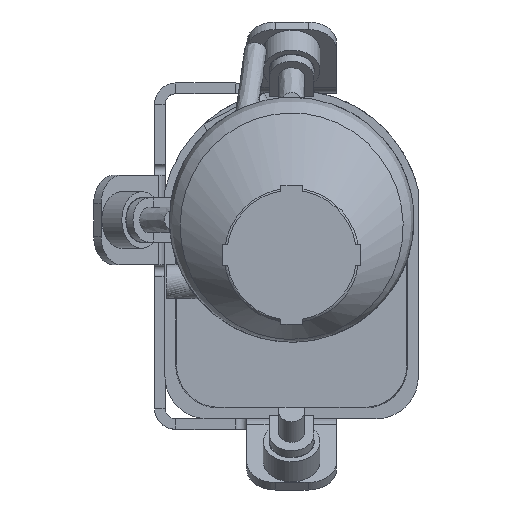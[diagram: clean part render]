
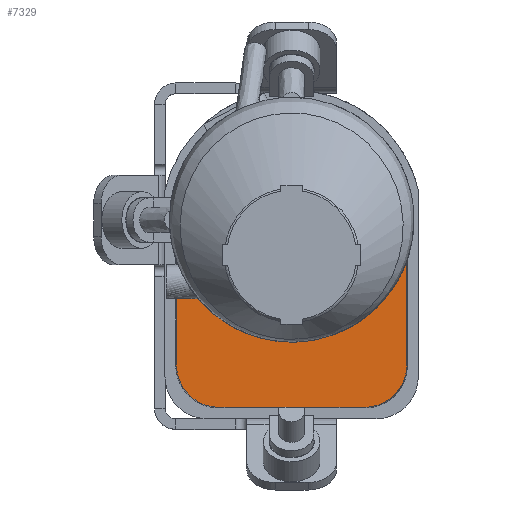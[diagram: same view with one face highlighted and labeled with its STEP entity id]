
A CAD part, top view. The second image highlights one B-rep face of the part: STEP entity #7329.
In plain terms, the highlighted free-form (B-spline) face has degree [1, 1] with [2, 2] control points.
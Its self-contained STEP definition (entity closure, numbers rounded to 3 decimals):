
#6435 = VERTEX_POINT('',#6436);
#6436 = CARTESIAN_POINT('',(-55.579,-48.429,
    -14.255));
#6441 = EDGE_CURVE('',#6442,#6435,#6444,.T.);
#6442 = VERTEX_POINT('',#6443);
#6443 = CARTESIAN_POINT('',(70.821,-20.466,
    -14.255));
#6444 = ( BOUNDED_CURVE() B_SPLINE_CURVE(2,(#6445,#6446,#6447),
.UNSPECIFIED.,.F.,.F.) B_SPLINE_CURVE_WITH_KNOTS((3,3),(3.423,
5.566),.PIECEWISE_BEZIER_KNOTS.) CURVE() 
GEOMETRIC_REPRESENTATION_ITEM() RATIONAL_B_SPLINE_CURVE((1.,
0.479,1.)) REPRESENTATION_ITEM('') );
#6445 = CARTESIAN_POINT('',(70.821,-20.466,
    -14.255));
#6446 = CARTESIAN_POINT('',(33.272,-150.399,
    -14.255));
#6447 = CARTESIAN_POINT('',(-55.579,-48.429,
    -14.255));
#6833 = VERTEX_POINT('',#6834);
#6834 = CARTESIAN_POINT('',(7.867,-115.16,
    -14.255));
#6869 = VERTEX_POINT('',#6870);
#6870 = CARTESIAN_POINT('',(-7.867,-115.16,
    -14.255));
#7029 = EDGE_CURVE('',#6833,#6869,#7030,.T.);
#7030 = B_SPLINE_CURVE_WITH_KNOTS('',1,(#7031,#7032),.UNSPECIFIED.,.F.,
  .F.,(2,2),(0.,11.481),.PIECEWISE_BEZIER_KNOTS.);
#7031 = CARTESIAN_POINT('',(7.867,-115.16,
    -14.255));
#7032 = CARTESIAN_POINT('',(-7.867,-115.16,
    -14.255));
#7044 = EDGE_CURVE('',#7045,#6869,#7047,.T.);
#7045 = VERTEX_POINT('',#7046);
#7046 = CARTESIAN_POINT('',(-44.717,-115.16,
    -14.255));
#7047 = B_SPLINE_CURVE_WITH_KNOTS('',1,(#7048,#7049),.UNSPECIFIED.,.F.,
  .F.,(2,2),(-32.629,-5.74),.PIECEWISE_BEZIER_KNOTS.);
#7048 = CARTESIAN_POINT('',(-44.717,-115.16,
    -14.255));
#7049 = CARTESIAN_POINT('',(-7.867,-115.16,
    -14.255));
#7311 = EDGE_CURVE('',#7312,#6442,#7314,.T.);
#7312 = VERTEX_POINT('',#7313);
#7313 = CARTESIAN_POINT('',(70.821,-89.057,
    -14.255));
#7314 = B_SPLINE_CURVE_WITH_KNOTS('',1,(#7315,#7316),.UNSPECIFIED.,.F.,
  .F.,(2,2),(-18.762,31.287),.PIECEWISE_BEZIER_KNOTS.);
#7315 = CARTESIAN_POINT('',(70.821,-89.057,
    -14.255));
#7316 = CARTESIAN_POINT('',(70.821,-20.466,
    -14.255));
#7329 = ADVANCED_FACE('',(#7330),#7369,.F.);
#7330 = FACE_BOUND('',#7331,.T.);
#7331 = EDGE_LOOP('',(#7332,#7333,#7340,#7347,#7353,#7354,#7355,#7362,
    #7368));
#7332 = ORIENTED_EDGE('',*,*,#6441,.T.);
#7333 = ORIENTED_EDGE('',*,*,#7334,.T.);
#7334 = EDGE_CURVE('',#6435,#7335,#7337,.T.);
#7335 = VERTEX_POINT('',#7336);
#7336 = CARTESIAN_POINT('',(-70.821,-48.429,
    -14.255));
#7337 = B_SPLINE_CURVE_WITH_KNOTS('',1,(#7338,#7339),.UNSPECIFIED.,.F.,
  .F.,(2,2),(40.555,51.676),.PIECEWISE_BEZIER_KNOTS.);
#7338 = CARTESIAN_POINT('',(-55.579,-48.429,
    -14.255));
#7339 = CARTESIAN_POINT('',(-70.821,-48.429,
    -14.255));
#7340 = ORIENTED_EDGE('',*,*,#7341,.T.);
#7341 = EDGE_CURVE('',#7335,#7342,#7344,.T.);
#7342 = VERTEX_POINT('',#7343);
#7343 = CARTESIAN_POINT('',(-70.821,-89.057,
    -14.255));
#7344 = B_SPLINE_CURVE_WITH_KNOTS('',1,(#7345,#7346),.UNSPECIFIED.,.F.,
  .F.,(2,2),(-10.883,18.762),.PIECEWISE_BEZIER_KNOTS.);
#7345 = CARTESIAN_POINT('',(-70.821,-48.429,
    -14.255));
#7346 = CARTESIAN_POINT('',(-70.821,-89.057,
    -14.255));
#7347 = ORIENTED_EDGE('',*,*,#7348,.F.);
#7348 = EDGE_CURVE('',#7045,#7342,#7349,.T.);
#7349 = ( BOUNDED_CURVE() B_SPLINE_CURVE(2,(#7350,#7351,#7352),
.UNSPECIFIED.,.F.,.F.) B_SPLINE_CURVE_WITH_KNOTS((3,3),(2.356,
3.927),.PIECEWISE_BEZIER_KNOTS.) CURVE() 
GEOMETRIC_REPRESENTATION_ITEM() RATIONAL_B_SPLINE_CURVE((1.,
0.707,1.)) REPRESENTATION_ITEM('') );
#7350 = CARTESIAN_POINT('',(-44.717,-115.16,
    -14.255));
#7351 = CARTESIAN_POINT('',(-70.821,-115.16,
    -14.255));
#7352 = CARTESIAN_POINT('',(-70.821,-89.057,
    -14.255));
#7353 = ORIENTED_EDGE('',*,*,#7044,.T.);
#7354 = ORIENTED_EDGE('',*,*,#7029,.F.);
#7355 = ORIENTED_EDGE('',*,*,#7356,.T.);
#7356 = EDGE_CURVE('',#6833,#7357,#7359,.T.);
#7357 = VERTEX_POINT('',#7358);
#7358 = CARTESIAN_POINT('',(44.717,-115.16,
    -14.255));
#7359 = B_SPLINE_CURVE_WITH_KNOTS('',1,(#7360,#7361),.UNSPECIFIED.,.F.,
  .F.,(2,2),(5.74,32.629),.PIECEWISE_BEZIER_KNOTS.);
#7360 = CARTESIAN_POINT('',(7.867,-115.16,
    -14.255));
#7361 = CARTESIAN_POINT('',(44.717,-115.16,
    -14.255));
#7362 = ORIENTED_EDGE('',*,*,#7363,.F.);
#7363 = EDGE_CURVE('',#7312,#7357,#7364,.T.);
#7364 = ( BOUNDED_CURVE() B_SPLINE_CURVE(2,(#7365,#7366,#7367),
.UNSPECIFIED.,.F.,.F.) B_SPLINE_CURVE_WITH_KNOTS((3,3),(2.356,
3.927),.PIECEWISE_BEZIER_KNOTS.) CURVE() 
GEOMETRIC_REPRESENTATION_ITEM() RATIONAL_B_SPLINE_CURVE((1.,
0.707,1.)) REPRESENTATION_ITEM('') );
#7365 = CARTESIAN_POINT('',(70.821,-89.057,
    -14.255));
#7366 = CARTESIAN_POINT('',(70.821,-115.16,
    -14.255));
#7367 = CARTESIAN_POINT('',(44.717,-115.16,
    -14.255));
#7368 = ORIENTED_EDGE('',*,*,#7311,.T.);
#7369 = B_SPLINE_SURFACE_WITH_KNOTS('',1,1,(
    (#7370,#7371)
    ,(#7372,#7373
    )),.UNSPECIFIED.,.F.,.F.,.F.,(2,2),(2,2),(-51.676,51.676),(
    -31.287,37.809),.PIECEWISE_BEZIER_KNOTS.);
#7370 = CARTESIAN_POINT('',(-70.821,-20.466,
    -14.255));
#7371 = CARTESIAN_POINT('',(-70.821,-115.16,
    -14.255));
#7372 = CARTESIAN_POINT('',(70.821,-20.466,
    -14.255));
#7373 = CARTESIAN_POINT('',(70.821,-115.16,
    -14.255));
